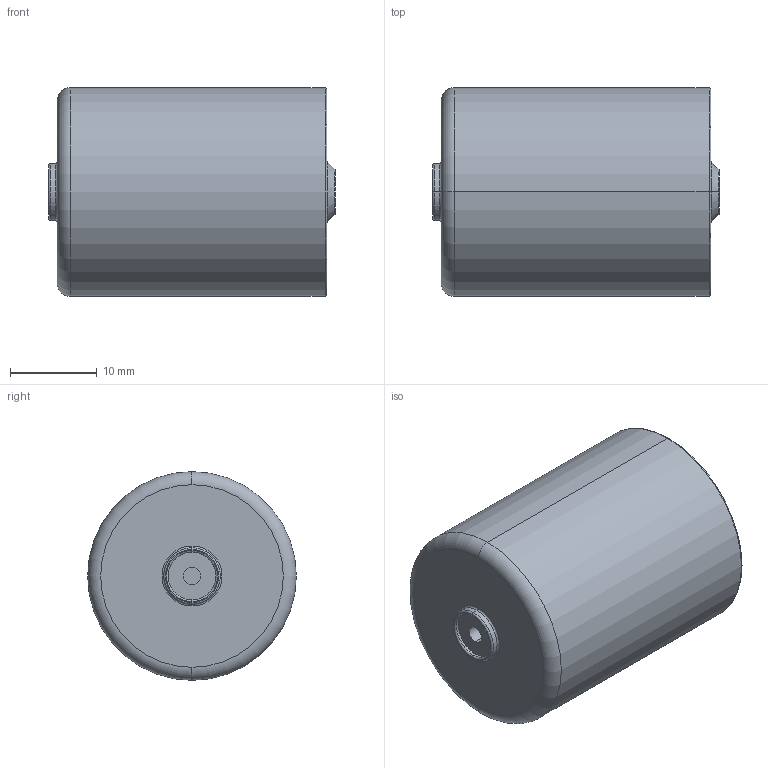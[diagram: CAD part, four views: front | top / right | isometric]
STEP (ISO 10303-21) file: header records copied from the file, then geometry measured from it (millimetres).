
FILE_DESCRIPTION (( 'STEP AP203' ), '1' );
FILE_NAME ('Moby-Corps moteur-H_Défaut_sldprt.STEP', '2019-11-01T12:17:40', ( '' ), ( '' ), 'SwSTEP 2.0', 'SolidWorks 2017', '' );
FILE_SCHEMA (( 'CONFIG_CONTROL_DESIGN' ));
Length unit declared in the file: millimetre
Products named in the file (1): Moby-Corps moteur-H_Défaut_sldprt
Bounding box: 33 x 24 x 24 mm (x, y, z)
Volume: 13981.1 mm3; surface area: 3330.9 mm2
Topology: 1 solids, 1 shells, 30 faces, 58 edges, 34 vertices
Faces by surface type: torus 14, cylinder 8, plane 6, cone 2
Entity records: 855 total; most frequent: DIRECTION 168, CARTESIAN_POINT 123, ORIENTED_EDGE 116, AXIS2_PLACEMENT_3D 79, EDGE_CURVE 58, CIRCLE 48, VERTEX_POINT 34, EDGE_LOOP 34
